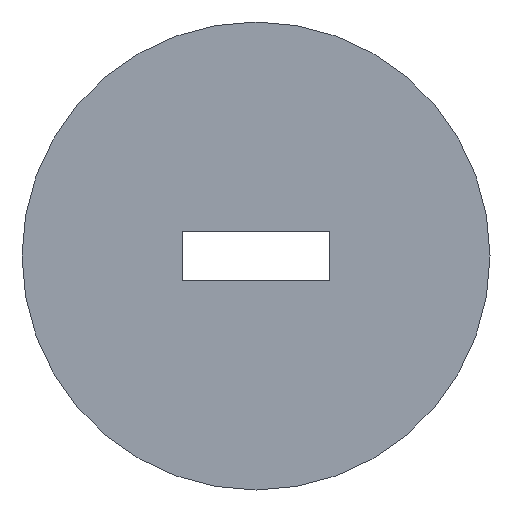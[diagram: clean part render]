
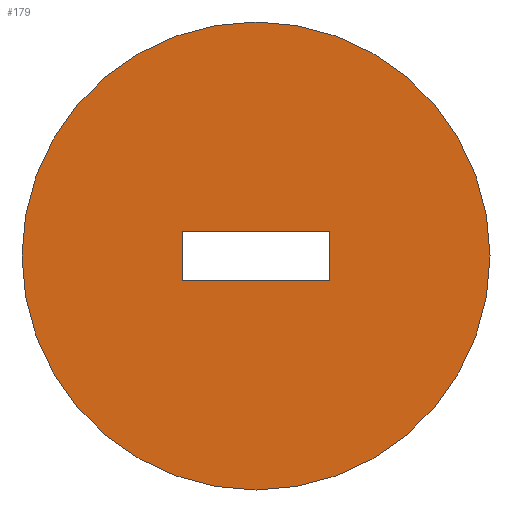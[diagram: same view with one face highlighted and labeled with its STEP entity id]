
A CAD part, front view. The second image highlights one B-rep face of the part: STEP entity #179.
In plain terms, the highlighted planar face has unit normal (0, -1, 0).
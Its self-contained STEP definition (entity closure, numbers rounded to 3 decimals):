
#21 = CARTESIAN_POINT ( 'NONE',  ( 0., 0., -4.75 ) ) ;
#28 = ORIENTED_EDGE ( 'NONE', *, *, #155, .T. ) ;
#34 = ORIENTED_EDGE ( 'NONE', *, *, #125, .T. ) ;
#35 = DIRECTION ( 'NONE',  ( 0., 1., 0. ) ) ;
#40 = AXIS2_PLACEMENT_3D ( 'NONE', #307, #35, #127 ) ;
#46 = CARTESIAN_POINT ( 'NONE',  ( -1.5, 0., -0.5 ) ) ;
#50 = EDGE_LOOP ( 'NONE', ( #176, #245 ) ) ;
#54 = AXIS2_PLACEMENT_3D ( 'NONE', #114, #237, #74 ) ;
#59 = LINE ( 'NONE', #185, #275 ) ;
#63 = CARTESIAN_POINT ( 'NONE',  ( 0., 0., 0. ) ) ;
#64 = CARTESIAN_POINT ( 'NONE',  ( 0., 0., 4.75 ) ) ;
#66 = PLANE ( 'NONE',  #40 ) ;
#72 = CARTESIAN_POINT ( 'NONE',  ( -1.5, 0., -0.5 ) ) ;
#74 = DIRECTION ( 'NONE',  ( 0., 0., 1. ) ) ;
#82 = VERTEX_POINT ( 'NONE', #305 ) ;
#85 = DIRECTION ( 'NONE',  ( -1., 0., 0. ) ) ;
#90 = CIRCLE ( 'NONE', #54, 4.75 ) ;
#102 = AXIS2_PLACEMENT_3D ( 'NONE', #63, #106, #161 ) ;
#106 = DIRECTION ( 'NONE',  ( 0., 1., 0. ) ) ;
#107 = DIRECTION ( 'NONE',  ( 1., 0., 0. ) ) ;
#110 = CARTESIAN_POINT ( 'NONE',  ( 1.5, 0., -0.5 ) ) ;
#114 = CARTESIAN_POINT ( 'NONE',  ( 0., 0., 0. ) ) ;
#116 = EDGE_CURVE ( 'NONE', #118, #82, #131, .T. ) ;
#118 = VERTEX_POINT ( 'NONE', #203 ) ;
#125 = EDGE_CURVE ( 'NONE', #223, #220, #59, .T. ) ;
#127 = DIRECTION ( 'NONE',  ( 0., 0., 1. ) ) ;
#131 = LINE ( 'NONE', #226, #152 ) ;
#132 = VECTOR ( 'NONE', #232, 1000. ) ;
#139 = DIRECTION ( 'NONE',  ( 0., 0., 1. ) ) ;
#140 = CARTESIAN_POINT ( 'NONE',  ( 1.5, 0., -0.5 ) ) ;
#141 = ORIENTED_EDGE ( 'NONE', *, *, #116, .T. ) ;
#152 = VECTOR ( 'NONE', #107, 1000. ) ;
#154 = EDGE_LOOP ( 'NONE', ( #28, #34, #157, #141 ) ) ;
#155 = EDGE_CURVE ( 'NONE', #82, #223, #284, .T. ) ;
#157 = ORIENTED_EDGE ( 'NONE', *, *, #252, .T. ) ;
#161 = DIRECTION ( 'NONE',  ( 0., 0., 1. ) ) ;
#176 = ORIENTED_EDGE ( 'NONE', *, *, #210, .F. ) ;
#179 = ADVANCED_FACE ( 'NONE', ( #181, #227 ), #66, .F. ) ;
#181 = FACE_OUTER_BOUND ( 'NONE', #50, .T. ) ;
#185 = CARTESIAN_POINT ( 'NONE',  ( -1.5, 0., -0.5 ) ) ;
#198 = VERTEX_POINT ( 'NONE', #21 ) ;
#203 = CARTESIAN_POINT ( 'NONE',  ( -1.5, 0., 0.5 ) ) ;
#205 = CIRCLE ( 'NONE', #102, 4.75 ) ;
#210 = EDGE_CURVE ( 'NONE', #198, #219, #205, .T. ) ;
#219 = VERTEX_POINT ( 'NONE', #64 ) ;
#220 = VERTEX_POINT ( 'NONE', #72 ) ;
#223 = VERTEX_POINT ( 'NONE', #140 ) ;
#226 = CARTESIAN_POINT ( 'NONE',  ( -1.5, 0., 0.5 ) ) ;
#227 = FACE_BOUND ( 'NONE', #154, .T. ) ;
#231 = EDGE_CURVE ( 'NONE', #219, #198, #90, .T. ) ;
#232 = DIRECTION ( 'NONE',  ( 0., 0., -1. ) ) ;
#234 = LINE ( 'NONE', #46, #247 ) ;
#237 = DIRECTION ( 'NONE',  ( 0., 1., 0. ) ) ;
#245 = ORIENTED_EDGE ( 'NONE', *, *, #231, .F. ) ;
#247 = VECTOR ( 'NONE', #139, 1000. ) ;
#252 = EDGE_CURVE ( 'NONE', #220, #118, #234, .T. ) ;
#275 = VECTOR ( 'NONE', #85, 1000. ) ;
#284 = LINE ( 'NONE', #110, #132 ) ;
#305 = CARTESIAN_POINT ( 'NONE',  ( 1.5, 0., 0.5 ) ) ;
#307 = CARTESIAN_POINT ( 'NONE',  ( 0., 0., 0. ) ) ;
